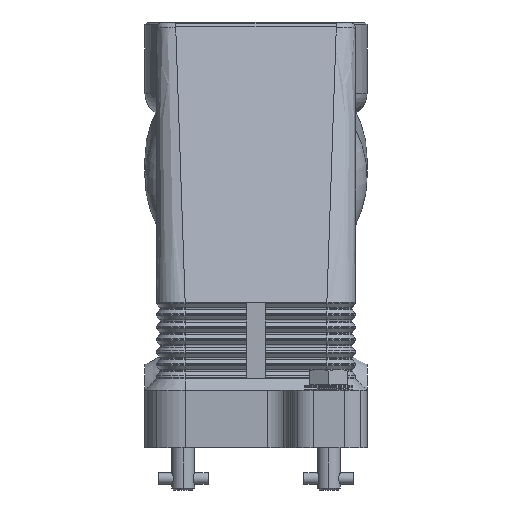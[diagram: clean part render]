
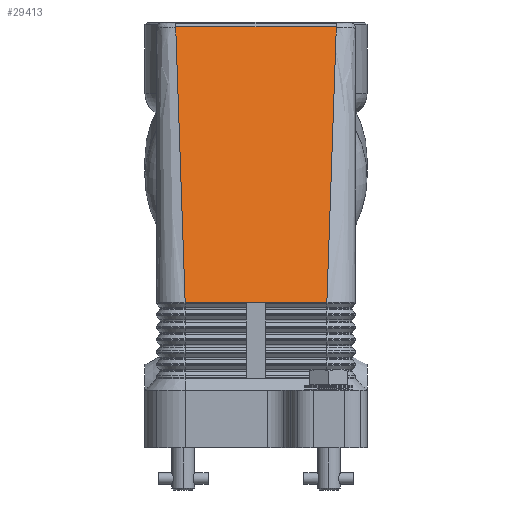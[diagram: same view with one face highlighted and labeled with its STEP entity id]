
A CAD part, left-side view. The second image highlights one B-rep face of the part: STEP entity #29413.
In plain terms, the highlighted planar face has unit normal (-0.965, 0, 0.264).
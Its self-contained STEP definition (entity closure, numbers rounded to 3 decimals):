
#5680=CARTESIAN_POINT('',(-41.302,20.962,109.896));
#5681=VERTEX_POINT('',#5680);
#5689=CARTESIAN_POINT('',(-41.302,-20.962,109.896));
#5690=VERTEX_POINT('',#5689);
#5691=CARTESIAN_POINT('',(-41.302,20.962,109.896));
#5692=DIRECTION('',(0.0,-1.0,0.0));
#5693=VECTOR('',#5692,41.924);
#5694=LINE('',#5691,#5693);
#5695=EDGE_CURVE('',#5681,#5690,#5694,.T.);
#19123=CARTESIAN_POINT('',(-61.0,-2.5,38.));
#19124=VERTEX_POINT('',#19123);
#19142=CARTESIAN_POINT('',(-61.0,-18.5,38.));
#19143=VERTEX_POINT('',#19142);
#19151=CARTESIAN_POINT('',(-61.0,-18.5,38.));
#19152=DIRECTION('',(0.0,1.0,0.0));
#19153=VECTOR('',#19152,16.);
#19154=LINE('',#19151,#19153);
#19155=EDGE_CURVE('',#19143,#19124,#19154,.T.);
#20851=CARTESIAN_POINT('',(-61.0,2.5,38.));
#20852=VERTEX_POINT('',#20851);
#20853=CARTESIAN_POINT('',(-61.0,-2.5,38.));
#20854=DIRECTION('',(0.0,1.0,0.0));
#20855=VECTOR('',#20854,5.0);
#20856=LINE('',#20853,#20855);
#20857=EDGE_CURVE('',#19124,#20852,#20856,.T.);
#23217=CARTESIAN_POINT('',(-61.0,18.5,38.));
#23218=VERTEX_POINT('',#23217);
#23219=CARTESIAN_POINT('',(-61.0,2.5,38.));
#23220=DIRECTION('',(0.0,1.0,0.0));
#23221=VECTOR('',#23220,16.);
#23222=LINE('',#23219,#23221);
#23223=EDGE_CURVE('',#20852,#23218,#23222,.T.);
#25274=CARTESIAN_POINT('',(-42.806,-20.774,104.407));
#25275=VERTEX_POINT('',#25274);
#25276=CARTESIAN_POINT('',(-41.302,-20.962,109.896));
#25277=CARTESIAN_POINT('',(-41.804,-20.9,108.066));
#25278=CARTESIAN_POINT('',(-42.305,-20.837,106.236));
#25279=CARTESIAN_POINT('',(-42.806,-20.774,104.407));
#25280=B_SPLINE_CURVE_WITH_KNOTS('',3,(#25276,#25277,#25278,#25279),.UNSPECIFIED.,.F.,.U.,(4,4),(0.015,0.09),.UNSPECIFIED.);
#25281=EDGE_CURVE('',#5690,#25275,#25280,.T.);
#25283=CARTESIAN_POINT('',(-42.806,-20.774,104.407));
#25284=CARTESIAN_POINT('',(-48.871,-20.016,82.271));
#25285=CARTESIAN_POINT('',(-54.935,-19.258,60.136));
#25286=CARTESIAN_POINT('',(-61.0,-18.5,38.0));
#25287=B_SPLINE_CURVE_WITH_KNOTS('',3,(#25283,#25284,#25285,#25286),.UNSPECIFIED.,.F.,.U.,(4,4),(0.09,1.0),.UNSPECIFIED.);
#25288=EDGE_CURVE('',#25275,#19143,#25287,.T.);
#26915=CARTESIAN_POINT('',(-42.806,20.774,104.407));
#26916=VERTEX_POINT('',#26915);
#26917=CARTESIAN_POINT('',(-41.302,20.962,109.896));
#26918=CARTESIAN_POINT('',(-41.804,20.9,108.066));
#26919=CARTESIAN_POINT('',(-42.305,20.837,106.236));
#26920=CARTESIAN_POINT('',(-42.806,20.774,104.407));
#26921=B_SPLINE_CURVE_WITH_KNOTS('',3,(#26917,#26918,#26919,#26920),.UNSPECIFIED.,.F.,.U.,(4,4),(0.015,0.09),.UNSPECIFIED.);
#26922=EDGE_CURVE('',#5681,#26916,#26921,.T.);
#26948=CARTESIAN_POINT('',(-42.806,20.774,104.407));
#26949=CARTESIAN_POINT('',(-48.871,20.016,82.271));
#26950=CARTESIAN_POINT('',(-54.935,19.258,60.136));
#26951=CARTESIAN_POINT('',(-61.0,18.5,38.0));
#26952=B_SPLINE_CURVE_WITH_KNOTS('',3,(#26948,#26949,#26950,#26951),.UNSPECIFIED.,.F.,.U.,(4,4),(0.09,1.0),.UNSPECIFIED.);
#26953=EDGE_CURVE('',#26916,#23218,#26952,.T.);
#29398=CARTESIAN_POINT('',(-41.0,21.,111.));
#29399=DIRECTION('',(0.964,0.0,-0.264));
#29400=DIRECTION('',(-0.264,0.0,-0.964));
#29401=AXIS2_PLACEMENT_3D('',#29398,#29399,#29400);
#29402=PLANE('',#29401);
#29403=ORIENTED_EDGE('',*,*,#5695,.F.);
#29404=ORIENTED_EDGE('',*,*,#26922,.T.);
#29405=ORIENTED_EDGE('',*,*,#26953,.T.);
#29406=ORIENTED_EDGE('',*,*,#23223,.F.);
#29407=ORIENTED_EDGE('',*,*,#20857,.F.);
#29408=ORIENTED_EDGE('',*,*,#19155,.F.);
#29409=ORIENTED_EDGE('',*,*,#25288,.F.);
#29410=ORIENTED_EDGE('',*,*,#25281,.F.);
#29411=EDGE_LOOP('',(#29403,#29404,#29405,#29406,#29407,#29408,#29409,#29410));
#29412=FACE_OUTER_BOUND('',#29411,.T.);
#29413=ADVANCED_FACE('',(#29412),#29402,.F.);
